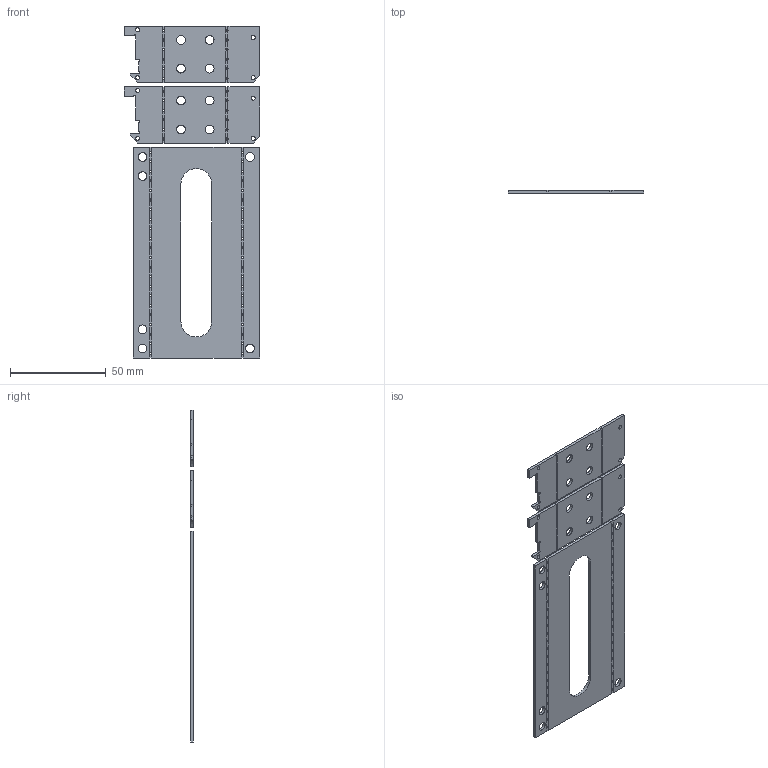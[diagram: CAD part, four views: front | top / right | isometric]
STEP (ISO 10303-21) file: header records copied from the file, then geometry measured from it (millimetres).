
FILE_DESCRIPTION(/* description */ (''),/* implementation_level */ '2;1');
FILE_NAME(/* name */ 'Torso_t1.5_CAM_2.stp',/* time_stamp */ '2025-04-27T02:14:43+09:00',/* author */ ('rei_r'),/* organization */ (''),/* preprocessor_version */ 'ST-DEVELOPER v19.2',/* originating_system */ 'Autodesk Inventor 2023',/* authorisation */ '');
FILE_SCHEMA (('AUTOMOTIVE_DESIGN { 1 0 10303 214 3 1 1 }'));
Length unit declared in the file: millimetre
Products named in the file (4): Torso_t1.5_CAM_2; Li-Po_cover_1; shoulder_base_2; shoulder_base_1
Assembly tree (3 placements, depth 2):
  Torso_t1.5_CAM_2
    Li-Po_cover_1
    shoulder_base_2
    shoulder_base_1
Bounding box: 70.57 x 1.5 x 173.4 mm (x, y, z)
Volume: 14194.3 mm3; surface area: 21095.4 mm2
Topology: 3 solids, 3 shells, 318 faces, 1296 edges, 848 vertices
Faces by surface type: plane 216, cylinder 102
Full cylindrical faces by diameter (mm): 1.1 x68, 2.1 x8, 4.5 x14
Entity records: 14313 total; most frequent: DIRECTION 2694, ORIENTED_EDGE 2592, CARTESIAN_POINT 2469, EDGE_CURVE 1296, AXIS2_PLACEMENT_3D 1073, VERTEX_POINT 848, CIRCLE 748, LINE 548
